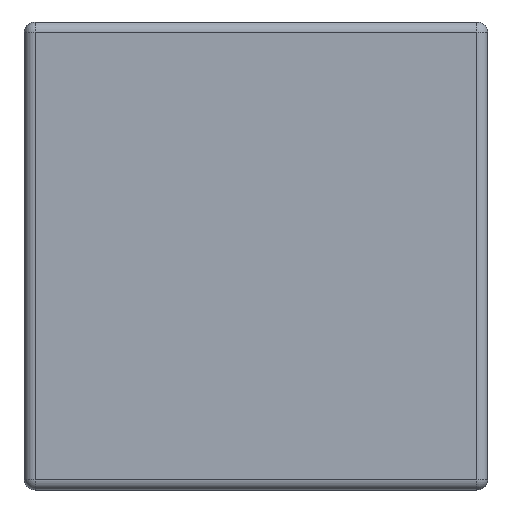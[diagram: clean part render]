
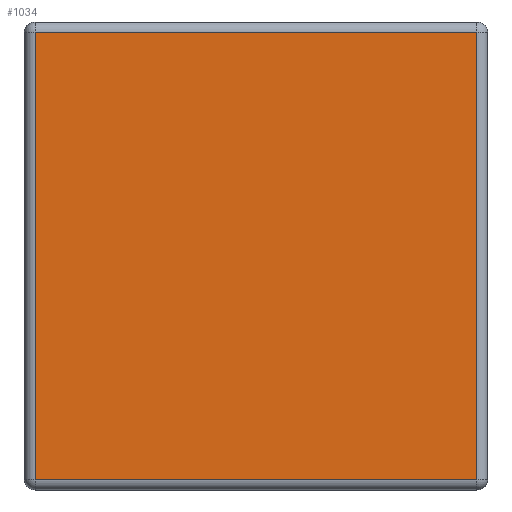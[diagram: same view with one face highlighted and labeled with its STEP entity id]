
A CAD part, left-side view. The second image highlights one B-rep face of the part: STEP entity #1034.
In plain terms, the highlighted planar face has unit normal (-1, 0, 0).
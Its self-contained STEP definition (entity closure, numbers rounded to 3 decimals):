
#46=PLANE('',#1180);
#128=FACE_OUTER_BOUND('',#197,.T.);
#197=EDGE_LOOP('',(#904,#905,#906,#907));
#260=LINE('',#1741,#340);
#263=LINE('',#1752,#343);
#266=LINE('',#1771,#346);
#283=LINE('',#1817,#363);
#340=VECTOR('',#1424,10.);
#343=VECTOR('',#1437,10.);
#346=VECTOR('',#1460,10.);
#363=VECTOR('',#1517,10.);
#486=VERTEX_POINT('',#1730);
#487=VERTEX_POINT('',#1734);
#492=VERTEX_POINT('',#1747);
#496=VERTEX_POINT('',#1764);
#610=EDGE_CURVE('',#487,#486,#260,.T.);
#616=EDGE_CURVE('',#486,#492,#263,.T.);
#625=EDGE_CURVE('',#496,#487,#266,.T.);
#651=EDGE_CURVE('',#492,#496,#283,.T.);
#904=ORIENTED_EDGE('',*,*,#610,.F.);
#905=ORIENTED_EDGE('',*,*,#625,.F.);
#906=ORIENTED_EDGE('',*,*,#651,.F.);
#907=ORIENTED_EDGE('',*,*,#616,.F.);
#1034=ADVANCED_FACE('',(#128),#46,.T.);
#1180=AXIS2_PLACEMENT_3D('',#1819,#1520,#1521);
#1424=DIRECTION('',(0.,1.,0.));
#1437=DIRECTION('',(0.,0.,1.));
#1460=DIRECTION('',(0.,0.,-1.));
#1517=DIRECTION('',(0.,-1.,0.));
#1520=DIRECTION('center_axis',(-1.,0.,0.));
#1521=DIRECTION('ref_axis',(0.,-1.,0.));
#1730=CARTESIAN_POINT('',(-0.3,0.143,0.007));
#1734=CARTESIAN_POINT('',(-0.3,-0.143,0.007));
#1741=CARTESIAN_POINT('',(-0.3,0.075,0.007));
#1747=CARTESIAN_POINT('',(-0.3,0.143,0.296));
#1752=CARTESIAN_POINT('',(-0.3,0.143,0.));
#1764=CARTESIAN_POINT('',(-0.3,-0.143,0.296));
#1771=CARTESIAN_POINT('',(-0.3,-0.143,0.));
#1817=CARTESIAN_POINT('',(-0.3,0.075,0.296));
#1819=CARTESIAN_POINT('Origin',(-0.3,0.15,0.));
